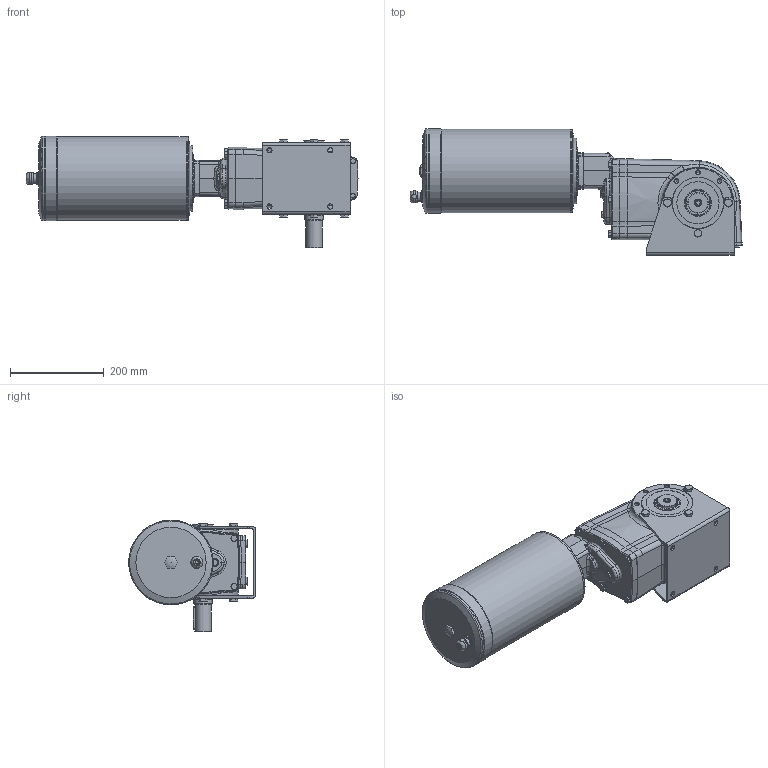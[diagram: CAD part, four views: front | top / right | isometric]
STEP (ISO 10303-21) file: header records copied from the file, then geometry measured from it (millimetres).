
FILE_DESCRIPTION( ( 'Unknown' ), '1' );
FILE_NAME( 'D91419FA1DCDD11B2D36ABC1428DBDF.3d.stp', 'Unknown', ( 'Unknown' ), ( 'Unknown' ), 'PSStep 10.1', 'Unknown', ' ' );
FILE_SCHEMA( ( 'AUTOMOTIVE_DESIGN { 1 0 10303 214 1 1 1 1 }' ) );
Length unit declared in the file: millimetre
Products named in the file (1): X63N
Bounding box: 708.5 x 270.5 x 239 mm (x, y, z)
Volume: 14809249.6 mm3; surface area: 635361.8 mm2
Topology: 1 solids, 26 shells, 1057 faces, 2456 edges, 1521 vertices
Faces by surface type: plane 387, cylinder 241, cone 223, bspline 131, torus 64, extrusion 4, revolution 4, sphere 3
Full cylindrical faces by diameter (mm): 6.647 x8, 7 x1, 8 x4, 8.376 x34, 8.9 x6, 9 x8, 10 x6, 10.5 x7, 11 x4, 11.6 x6, 13 x5, 13.4 x1, 14 x4, 14.6 x6, 15 x1, 16.662 x1, 18 x1, 20 x1, 24 x1, 30 x1, 34.6 x2, 35 x4, 35.2 x1, 39 x1, 44 x1, 47 x1, 50 x1, 57.5 x2, 58 x2, 85 x1
Entity records: 53514 total; most frequent: CARTESIAN_POINT 23924, DIRECTION 4129, ORIENTED_EDGE 4098, EDGE_CURVE 2049, AXIS2_PLACEMENT_3D 1722, EDGE_LOOP 1449, VERTEX_POINT 1417, FACE_OUTER_BOUND 1252
